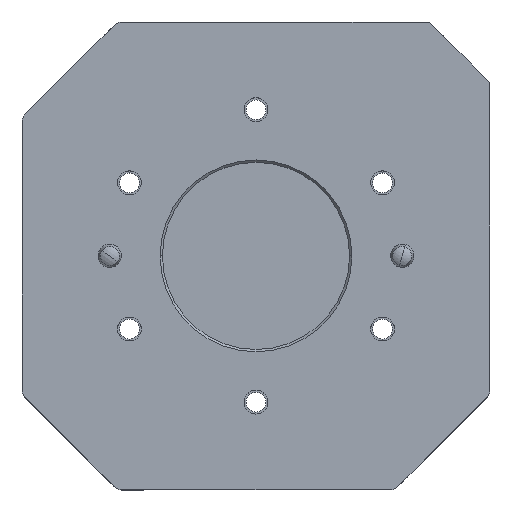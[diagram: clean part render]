
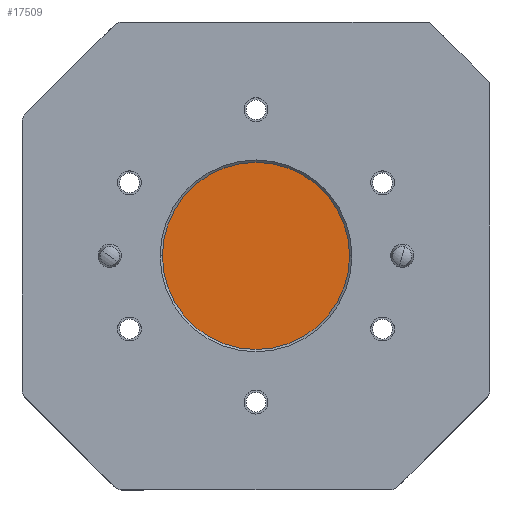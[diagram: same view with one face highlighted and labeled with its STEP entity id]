
A CAD part, top view. The second image highlights one B-rep face of the part: STEP entity #17509.
In plain terms, the highlighted planar face has unit normal (0, 0, 1).
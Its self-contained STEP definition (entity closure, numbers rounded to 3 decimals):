
#995 = VERTEX_POINT ( 'NONE', #18997 ) ;
#3333 = PLANE ( 'NONE',  #18682 ) ;
#3600 = DIRECTION ( 'NONE',  ( 0., 0., 1. ) ) ;
#4168 = EDGE_LOOP ( 'NONE', ( #15083, #10366 ) ) ;
#4874 = DIRECTION ( 'NONE',  ( 1., 0., 0. ) ) ;
#7178 = VERTEX_POINT ( 'NONE', #11852 ) ;
#8032 = CIRCLE ( 'NONE', #9230, 40. ) ;
#8629 = CARTESIAN_POINT ( 'NONE',  ( 0., 0., 41.5 ) ) ;
#9230 = AXIS2_PLACEMENT_3D ( 'NONE', #8629, #19248, #10128 ) ;
#9453 = EDGE_CURVE ( 'NONE', #7178, #995, #15785, .T. ) ;
#10128 = DIRECTION ( 'NONE',  ( 1., 0., 0. ) ) ;
#10366 = ORIENTED_EDGE ( 'NONE', *, *, #15110, .T. ) ;
#10645 = FACE_OUTER_BOUND ( 'NONE', #4168, .T. ) ;
#11852 = CARTESIAN_POINT ( 'NONE',  ( 40., 0., 41.5 ) ) ;
#12711 = CARTESIAN_POINT ( 'NONE',  ( 0., 0., 41.5 ) ) ;
#13999 = DIRECTION ( 'NONE',  ( 0., 0., 1. ) ) ;
#14260 = DIRECTION ( 'NONE',  ( 1., 0., 0. ) ) ;
#14655 = AXIS2_PLACEMENT_3D ( 'NONE', #12711, #3600, #14260 ) ;
#15083 = ORIENTED_EDGE ( 'NONE', *, *, #9453, .T. ) ;
#15110 = EDGE_CURVE ( 'NONE', #995, #7178, #8032, .T. ) ;
#15785 = CIRCLE ( 'NONE', #14655, 40. ) ;
#17509 = ADVANCED_FACE ( 'NONE', ( #10645 ), #3333, .T. ) ;
#18522 = CARTESIAN_POINT ( 'NONE',  ( 0., 0., 41.5 ) ) ;
#18682 = AXIS2_PLACEMENT_3D ( 'NONE', #18522, #13999, #4874 ) ;
#18997 = CARTESIAN_POINT ( 'NONE',  ( -40., 0., 41.5 ) ) ;
#19248 = DIRECTION ( 'NONE',  ( 0., 0., 1. ) ) ;
